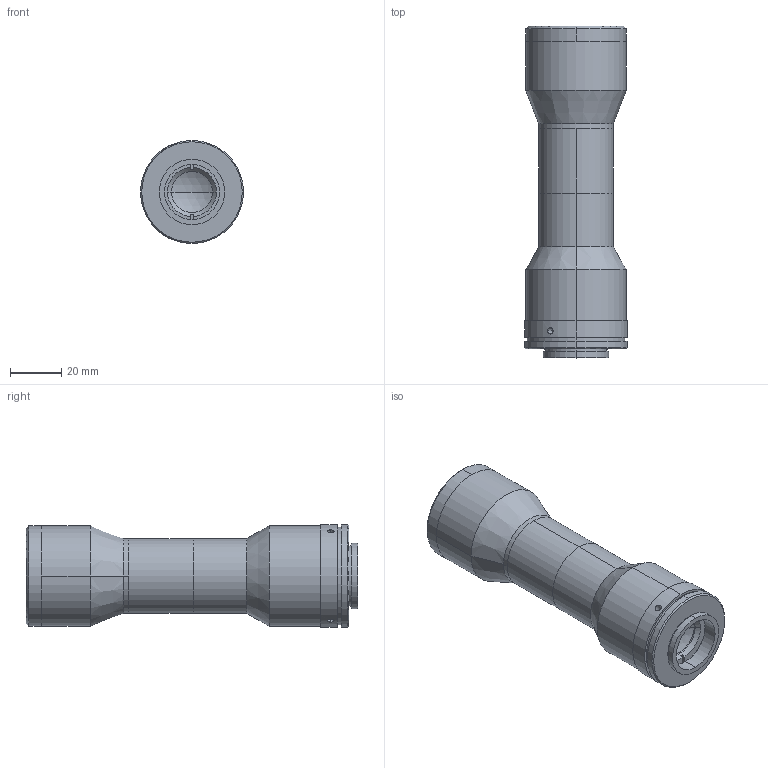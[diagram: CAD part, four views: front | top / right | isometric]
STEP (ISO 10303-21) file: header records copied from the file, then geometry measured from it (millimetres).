
FILE_DESCRIPTION (( 'STEP AP203' ), '1' );
FILE_NAME ('XF-5MDT1X65-1C-蚾饜芞-20151216V6.1.STEP', '2016-02-22T01:25:25', ( 'cherishsunshine' ), ( '' ), 'SwSTEP 2.0', 'SolidWorks 2014', '' );
FILE_SCHEMA (( 'CONFIG_CONTROL_DESIGN' ));
Length unit declared in the file: millimetre
Products named in the file (1): XF-5MDT1X65-1C-蚾饜芞-20151216V6.1
Bounding box: 40 x 128.9 x 40 mm (x, y, z)
Surface area: 19554.6 mm2 (no closed solid volume)
Topology: 0 solids, 12 shells, 82 faces, 206 edges, 138 vertices
Faces by surface type: cylinder 40, plane 28, cone 10, sphere 4
Entity records: 2758 total; most frequent: CARTESIAN_POINT 667, DIRECTION 468, ORIENTED_EDGE 350, EDGE_CURVE 206, AXIS2_PLACEMENT_3D 195, VERTEX_POINT 138, CIRCLE 112, EDGE_LOOP 97
